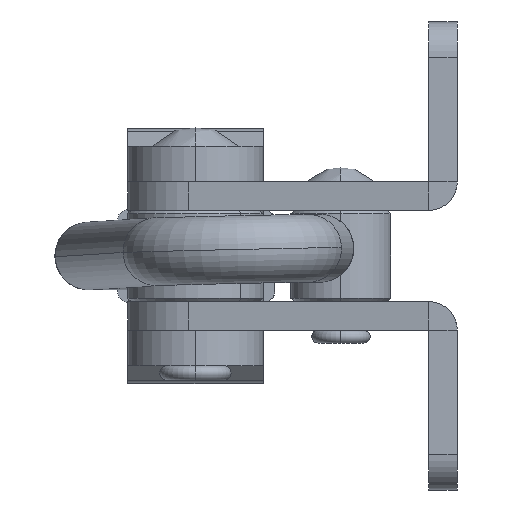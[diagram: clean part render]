
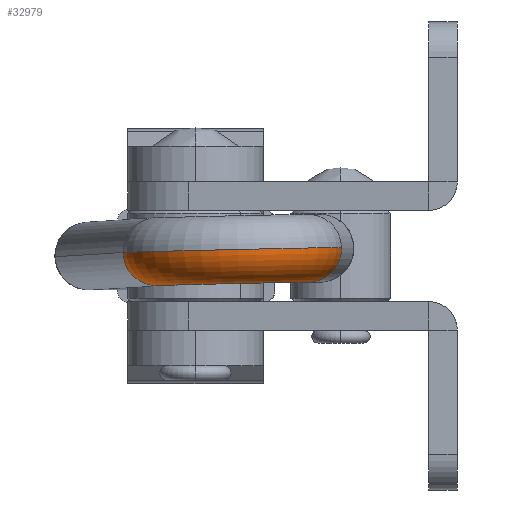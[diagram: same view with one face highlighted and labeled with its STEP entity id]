
A CAD part, left-side view. The second image highlights one B-rep face of the part: STEP entity #32979.
In plain terms, the highlighted toroidal (fillet/blend) face has major radius 10.75 mm and minor radius 4.75 mm.
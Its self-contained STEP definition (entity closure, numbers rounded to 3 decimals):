
#18049 = CARTESIAN_POINT ( 'NONE',  ( 0., 0., 0. ) ) ;
#18051 = CARTESIAN_POINT ( 'NONE',  ( 0., -15.5, 0. ) ) ;
#18064 = CARTESIAN_POINT ( 'NONE',  ( -4.558, 14.815, 0. ) ) ;
#18065 = CARTESIAN_POINT ( 'NONE',  ( -1.764, 5.735, 0. ) ) ;
#18091 = CARTESIAN_POINT ( 'NONE',  ( 0., -6., 0. ) ) ;
#18097 = DIRECTION ( 'NONE',  ( 1., 0., 0. ) ) ;
#18098 = DIRECTION ( 'NONE',  ( 0., 0., 1. ) ) ;
#18099 = AXIS2_PLACEMENT_3D ( 'NONE', #18049, #18098, #18097 ) ;
#18100 = CIRCLE ( 'NONE', #18099, 6. ) ;
#18135 = DIRECTION ( 'NONE',  ( 1., 0., 0. ) ) ;
#18136 = DIRECTION ( 'NONE',  ( 0., 0., 1. ) ) ;
#18137 = CARTESIAN_POINT ( 'NONE',  ( 0., 0., 0. ) ) ;
#18138 = AXIS2_PLACEMENT_3D ( 'NONE', #18137, #18136, #18135 ) ;
#18139 = CIRCLE ( 'NONE', #18138, 15.5 ) ;
#26239 = DIRECTION ( 'NONE',  ( 0., 0., 1. ) ) ;
#26240 = DIRECTION ( 'NONE',  ( 1., 0., 0. ) ) ;
#26241 = CARTESIAN_POINT ( 'NONE',  ( 0., -10.75, 0. ) ) ;
#26242 = AXIS2_PLACEMENT_3D ( 'NONE', #26241, #26240, #26239 ) ;
#26243 = CIRCLE ( 'NONE', #26242, 4.75 ) ;
#26274 = DIRECTION ( 'NONE',  ( 0., 0., 1. ) ) ;
#26275 = DIRECTION ( 'NONE',  ( 1., 0., 0. ) ) ;
#26276 = CARTESIAN_POINT ( 'NONE',  ( 0., -10.75, 0. ) ) ;
#26277 = AXIS2_PLACEMENT_3D ( 'NONE', #26276, #26275, #26274 ) ;
#26283 = CIRCLE ( 'NONE', #26277, 4.75 ) ;
#26297 = AXIS2_PLACEMENT_3D ( 'NONE', #26299, #26351, #26350 ) ;
#26298 = TOROIDAL_SURFACE ( 'NONE', #26297, 10.75, 4.75 ) ;
#26299 = CARTESIAN_POINT ( 'NONE',  ( 0., 0., 0. ) ) ;
#26303 = FACE_OUTER_BOUND ( 'NONE', #32980, .T. ) ;
#26340 = CARTESIAN_POINT ( 'NONE',  ( 0., -10.75, -4.75 ) ) ;
#26350 = DIRECTION ( 'NONE',  ( 1., 0., 0. ) ) ;
#26351 = DIRECTION ( 'NONE',  ( 0., 0., 1. ) ) ;
#26496 = DIRECTION ( 'NONE',  ( 0., 0., 1. ) ) ;
#26497 = DIRECTION ( 'NONE',  ( -0.956, -0.294, 0. ) ) ;
#26498 = CARTESIAN_POINT ( 'NONE',  ( -3.161, 10.275, 0. ) ) ;
#26499 = AXIS2_PLACEMENT_3D ( 'NONE', #26498, #26497, #26496 ) ;
#26500 = CIRCLE ( 'NONE', #26499, 4.75 ) ;
#32962 = EDGE_CURVE ( 'NONE', #36644, #32991, #26243, .T. ) ;
#32969 = EDGE_CURVE ( 'NONE', #32991, #36666, #26283, .T. ) ;
#32979 = ADVANCED_FACE ( 'NONE', ( #26303 ), #26298, .T. ) ;
#32980 = EDGE_LOOP ( 'NONE', ( #32981, #32982, #33039, #33040, #33028 ) ) ;
#32981 = ORIENTED_EDGE ( 'NONE', *, *, #36727, .F. ) ;
#32982 = ORIENTED_EDGE ( 'NONE', *, *, #33038, .T. ) ;
#32991 = VERTEX_POINT ( 'NONE', #26340 ) ;
#33028 = ORIENTED_EDGE ( 'NONE', *, *, #32962, .F. ) ;
#33038 = EDGE_CURVE ( 'NONE', #36629, #36628, #26500, .T. ) ;
#33039 = ORIENTED_EDGE ( 'NONE', *, *, #36653, .T. ) ;
#33040 = ORIENTED_EDGE ( 'NONE', *, *, #32969, .F. ) ;
#36628 = VERTEX_POINT ( 'NONE', #18065 ) ;
#36629 = VERTEX_POINT ( 'NONE', #18064 ) ;
#36644 = VERTEX_POINT ( 'NONE', #18051 ) ;
#36653 = EDGE_CURVE ( 'NONE', #36628, #36666, #18100, .T. ) ;
#36666 = VERTEX_POINT ( 'NONE', #18091 ) ;
#36727 = EDGE_CURVE ( 'NONE', #36629, #36644, #18139, .T. ) ;
